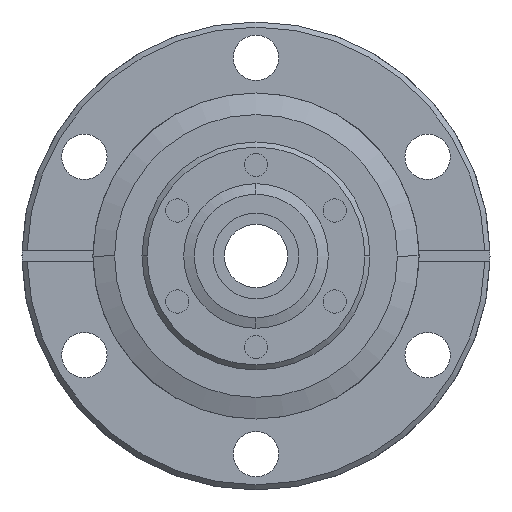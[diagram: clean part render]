
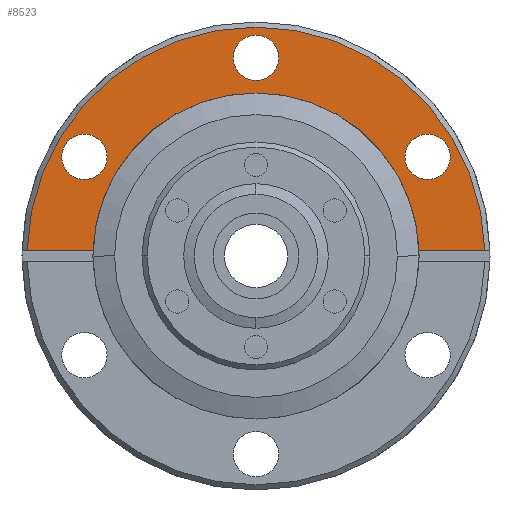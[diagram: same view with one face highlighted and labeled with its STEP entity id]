
A CAD part, left-side view. The second image highlights one B-rep face of the part: STEP entity #8523.
In plain terms, the highlighted planar face has unit normal (-1, 0, 0).
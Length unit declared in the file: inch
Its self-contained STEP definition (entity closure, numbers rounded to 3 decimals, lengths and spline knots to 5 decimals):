
#3262 = ORIENTED_EDGE ( 'NONE', *, *, #5165, .F. ) ;
#3304 = VERTEX_POINT ( 'NONE', #3495 ) ;
#3306 = VERTEX_POINT ( 'NONE', #4677 ) ;
#3307 = VERTEX_POINT ( 'NONE', #4678 ) ;
#3308 = VERTEX_POINT ( 'NONE', #4679 ) ;
#3495 = CARTESIAN_POINT ( 'NONE',  ( 0.5, -1.33466, 0.03 ) ) ;
#3544 = VERTEX_POINT ( 'NONE', #5605 ) ;
#3549 = VERTEX_POINT ( 'NONE', #5610 ) ;
#3550 = VERTEX_POINT ( 'NONE', #5611 ) ;
#3553 = VERTEX_POINT ( 'NONE', #5614 ) ;
#3556 = VERTEX_POINT ( 'NONE', #5617 ) ;
#3557 = VERTEX_POINT ( 'NONE', #5618 ) ;
#3728 = ORIENTED_EDGE ( 'NONE', *, *, #5008, .F. ) ;
#3744 = ORIENTED_EDGE ( 'NONE', *, *, #5158, .F. ) ;
#3921 = ORIENTED_EDGE ( 'NONE', *, *, #4994, .T. ) ;
#4002 = AXIS2_PLACEMENT_3D ( 'NONE', #7195, #7210, #7211 ) ;
#4042 = AXIS2_PLACEMENT_3D ( 'NONE', #7241, #7248, #7249 ) ;
#4175 = AXIS2_PLACEMENT_3D ( 'NONE', #7813, #7815, #7816 ) ;
#4244 = AXIS2_PLACEMENT_3D ( 'NONE', #7212, #7220, #7221 ) ;
#4247 = AXIS2_PLACEMENT_3D ( 'NONE', #7491, #7525, #7526 ) ;
#4310 = AXIS2_PLACEMENT_3D ( 'NONE', #7371, #7373, #7374 ) ;
#4311 = AXIS2_PLACEMENT_3D ( 'NONE', #7192, #7193, #7194 ) ;
#4322 = AXIS2_PLACEMENT_3D ( 'NONE', #7345, #7347, #7348 ) ;
#4677 = CARTESIAN_POINT ( 'NONE',  ( 0.5, -0.95053, 0.03 ) ) ;
#4678 = CARTESIAN_POINT ( 'NONE',  ( 0.5, 0.95053, 0.03 ) ) ;
#4679 = CARTESIAN_POINT ( 'NONE',  ( 0.5, 1.33466, 0.03 ) ) ;
#4855 = ORIENTED_EDGE ( 'NONE', *, *, #4988, .F. ) ;
#4871 = ORIENTED_EDGE ( 'NONE', *, *, #5134, .F. ) ;
#4872 = ORIENTED_EDGE ( 'NONE', *, *, #5045, .F. ) ;
#4878 = ORIENTED_EDGE ( 'NONE', *, *, #4998, .F. ) ;
#4880 = ORIENTED_EDGE ( 'NONE', *, *, #5093, .F. ) ;
#4988 = EDGE_CURVE ( 'NONE', #3549, #3550, #6140, .T. ) ;
#4994 = EDGE_CURVE ( 'NONE', #3304, #3308, #6147, .T. ) ;
#4998 = EDGE_CURVE ( 'NONE', #3306, #3307, #6151, .T. ) ;
#5008 = EDGE_CURVE ( 'NONE', #3557, #3556, #6167, .T. ) ;
#5045 = EDGE_CURVE ( 'NONE', #3556, #3557, #6214, .T. ) ;
#5055 = EDGE_CURVE ( 'NONE', #3544, #3553, #6229, .T. ) ;
#5093 = EDGE_CURVE ( 'NONE', #3553, #3544, #6282, .T. ) ;
#5134 = EDGE_CURVE ( 'NONE', #3307, #3308, #6333, .T. ) ;
#5158 = EDGE_CURVE ( 'NONE', #3304, #3306, #6365, .T. ) ;
#5165 = EDGE_CURVE ( 'NONE', #3550, #3549, #6376, .T. ) ;
#5452 = ORIENTED_EDGE ( 'NONE', *, *, #5055, .F. ) ;
#5478 = AXIS2_PLACEMENT_3D ( 'NONE', #11261, #11304, #11305 ) ;
#5605 = CARTESIAN_POINT ( 'NONE',  ( 0.5, 0., 1.0235 ) ) ;
#5610 = CARTESIAN_POINT ( 'NONE',  ( 0.5, -1.00113, 0.4455 ) ) ;
#5611 = CARTESIAN_POINT ( 'NONE',  ( 0.5, -1.00113, 0.7105 ) ) ;
#5614 = CARTESIAN_POINT ( 'NONE',  ( 0.5, 0., 1.2885 ) ) ;
#5617 = CARTESIAN_POINT ( 'NONE',  ( 0.5, 1.00113, 0.4455 ) ) ;
#5618 = CARTESIAN_POINT ( 'NONE',  ( 0.5, 1.00113, 0.7105 ) ) ;
#6140 = CIRCLE ( 'NONE', #4311, 0.1325 ) ;
#6147 = CIRCLE ( 'NONE', #4002, 1.335 ) ;
#6151 = CIRCLE ( 'NONE', #4244, 0.951 ) ;
#6167 = CIRCLE ( 'NONE', #4042, 0.1325 ) ;
#6214 = CIRCLE ( 'NONE', #4322, 0.1325 ) ;
#6229 = CIRCLE ( 'NONE', #4310, 0.1325 ) ;
#6282 = CIRCLE ( 'NONE', #4247, 0.1325 ) ;
#6329 = VECTOR ( 'NONE', #7682, 39.37008 ) ;
#6333 = LINE ( 'NONE', #7681, #6329 ) ;
#6357 = VECTOR ( 'NONE', #7798, 39.37008 ) ;
#6365 = LINE ( 'NONE', #7791, #6357 ) ;
#6376 = CIRCLE ( 'NONE', #4175, 0.1325 ) ;
#7192 = CARTESIAN_POINT ( 'NONE',  ( 0.5, -1.00113, 0.578 ) ) ;
#7193 = DIRECTION ( 'NONE',  ( -1., 0., 0. ) ) ;
#7194 = DIRECTION ( 'NONE',  ( 0., 0., 1. ) ) ;
#7195 = CARTESIAN_POINT ( 'NONE',  ( 0.5, 0., 0. ) ) ;
#7210 = DIRECTION ( 'NONE',  ( -1., 0., 0. ) ) ;
#7211 = DIRECTION ( 'NONE',  ( 0., 1., 0. ) ) ;
#7212 = CARTESIAN_POINT ( 'NONE',  ( 0.5, 0., 0. ) ) ;
#7220 = DIRECTION ( 'NONE',  ( -1., 0., 0. ) ) ;
#7221 = DIRECTION ( 'NONE',  ( 0., -1., 0. ) ) ;
#7241 = CARTESIAN_POINT ( 'NONE',  ( 0.5, 1.00113, 0.578 ) ) ;
#7248 = DIRECTION ( 'NONE',  ( -1., 0., 0. ) ) ;
#7249 = DIRECTION ( 'NONE',  ( 0., 0., 1. ) ) ;
#7345 = CARTESIAN_POINT ( 'NONE',  ( 0.5, 1.00113, 0.578 ) ) ;
#7347 = DIRECTION ( 'NONE',  ( -1., 0., 0. ) ) ;
#7348 = DIRECTION ( 'NONE',  ( 0., 0., 1. ) ) ;
#7371 = CARTESIAN_POINT ( 'NONE',  ( 0.5, 0., 1.156 ) ) ;
#7373 = DIRECTION ( 'NONE',  ( -1., 0., 0. ) ) ;
#7374 = DIRECTION ( 'NONE',  ( 0., 0., 1. ) ) ;
#7491 = CARTESIAN_POINT ( 'NONE',  ( 0.5, 0., 1.156 ) ) ;
#7525 = DIRECTION ( 'NONE',  ( -1., 0., 0. ) ) ;
#7526 = DIRECTION ( 'NONE',  ( 0., 0., 1. ) ) ;
#7681 = CARTESIAN_POINT ( 'NONE',  ( 0.5, 1.38335, 0.03 ) ) ;
#7682 = DIRECTION ( 'NONE',  ( 0., 1., 0. ) ) ;
#7791 = CARTESIAN_POINT ( 'NONE',  ( 0.5, -1.38335, 0.03 ) ) ;
#7798 = DIRECTION ( 'NONE',  ( 0., 1., 0. ) ) ;
#7813 = CARTESIAN_POINT ( 'NONE',  ( 0.5, -1.00113, 0.578 ) ) ;
#7815 = DIRECTION ( 'NONE',  ( -1., 0., 0. ) ) ;
#7816 = DIRECTION ( 'NONE',  ( 0., 0., 1. ) ) ;
#8523 = ADVANCED_FACE ( 'NONE', ( #10798, #10807, #10809, #10811 ), #11293, .F. ) ;
#8921 = EDGE_LOOP ( 'NONE', ( #4880, #5452 ) ) ;
#8923 = EDGE_LOOP ( 'NONE', ( #3728, #4872 ) ) ;
#9006 = EDGE_LOOP ( 'NONE', ( #3262, #4855 ) ) ;
#9010 = EDGE_LOOP ( 'NONE', ( #4878, #3744, #3921, #4871 ) ) ;
#10798 = FACE_BOUND ( 'NONE', #8921, .T. ) ;
#10807 = FACE_BOUND ( 'NONE', #8923, .T. ) ;
#10809 = FACE_OUTER_BOUND ( 'NONE', #9010, .T. ) ;
#10811 = FACE_BOUND ( 'NONE', #9006, .T. ) ;
#11261 = CARTESIAN_POINT ( 'NONE',  ( 0.5, 1.365, 0. ) ) ;
#11293 = PLANE ( 'NONE',  #5478 ) ;
#11304 = DIRECTION ( 'NONE',  ( 1., 0., 0. ) ) ;
#11305 = DIRECTION ( 'NONE',  ( 0., 1., 0. ) ) ;
